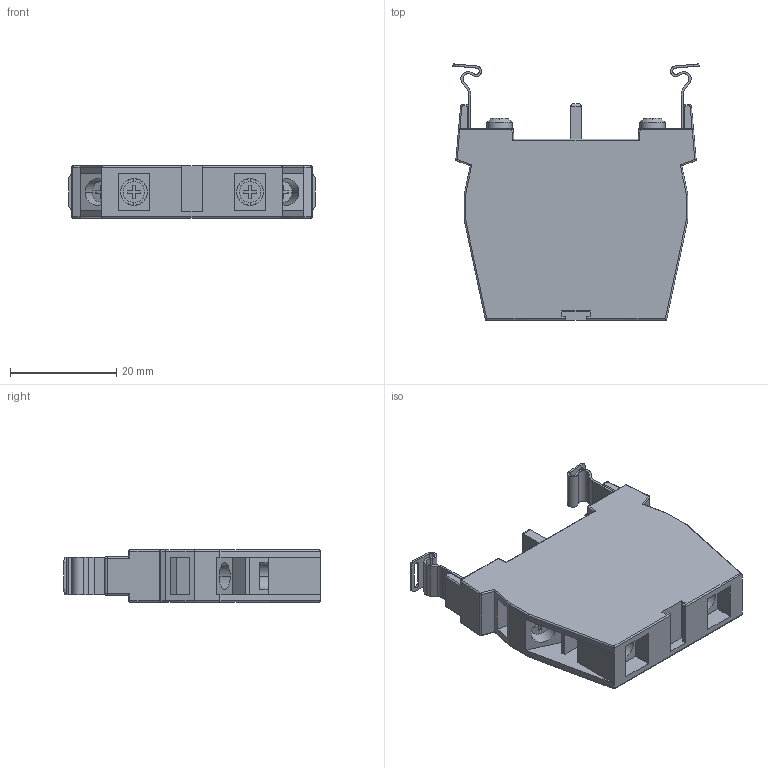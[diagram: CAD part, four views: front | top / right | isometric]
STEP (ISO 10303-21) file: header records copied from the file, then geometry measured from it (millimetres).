
FILE_DESCRIPTION (( 'STEP AP214' ), '1' );
FILE_NAME ('EF220.3.step', '2016-03-21T12:40:07', ( '' ), ( '' ), 'SwSTEP 2.0', 'SolidWorks 2015', '' );
FILE_SCHEMA (( 'AUTOMOTIVE_DESIGN' ));
Length unit declared in the file: millimetre
Products named in the file (1): EF220.3
Bounding box: 46.28 x 48.17 x 9.8 mm (x, y, z)
Volume: 12135.5 mm3; surface area: 6604.1 mm2
Topology: 7 solids, 7 shells, 299 faces, 762 edges, 480 vertices
Faces by surface type: plane 173, cylinder 104, sphere 10, torus 8, cone 4
Entity records: 9345 total; most frequent: CARTESIAN_POINT 1670, ORIENTED_EDGE 1516, DIRECTION 1480, EDGE_CURVE 758, LINE 548, VECTOR 548, VERTEX_POINT 480, AXIS2_PLACEMENT_3D 466
